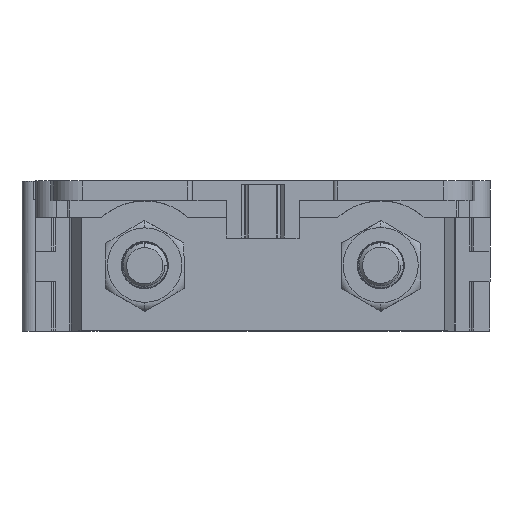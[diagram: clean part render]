
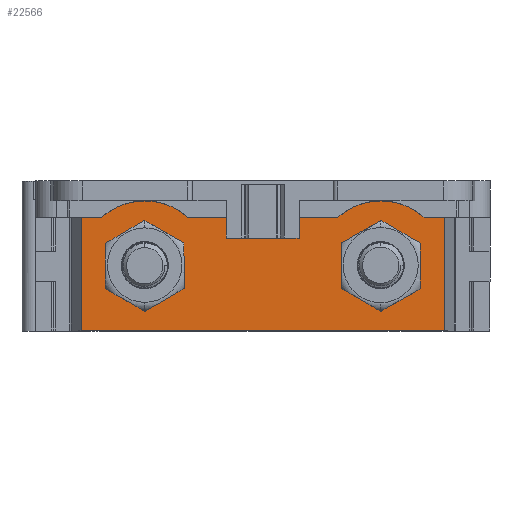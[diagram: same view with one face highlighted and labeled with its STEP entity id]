
A CAD part, top view. The second image highlights one B-rep face of the part: STEP entity #22566.
In plain terms, the highlighted planar face has unit normal (0, 0, 1).
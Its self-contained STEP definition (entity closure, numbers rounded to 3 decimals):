
#353 = DIRECTION ( 'NONE',  ( -1., 0., 0. ) ) ;
#758 = ORIENTED_EDGE ( 'NONE', *, *, #16118, .T. ) ;
#1146 = DIRECTION ( 'NONE',  ( -1., 0., 0. ) ) ;
#1294 = CARTESIAN_POINT ( 'NONE',  ( 2.614, 12.499, 19.2 ) ) ;
#1614 = ORIENTED_EDGE ( 'NONE', *, *, #25396, .T. ) ;
#1790 = ORIENTED_EDGE ( 'NONE', *, *, #17137, .T. ) ;
#2814 = CIRCLE ( 'NONE', #8779, 7.15 ) ;
#3967 = ORIENTED_EDGE ( 'NONE', *, *, #7309, .F. ) ;
#4336 = CARTESIAN_POINT ( 'NONE',  ( -37.386, 0., 19.2 ) ) ;
#4405 = CARTESIAN_POINT ( 'NONE',  ( -30.386, 3.129, 19.2 ) ) ;
#4801 = CARTESIAN_POINT ( 'NONE',  ( -4.419, 11.361, 19.2 ) ) ;
#5093 = EDGE_CURVE ( 'NONE', #8840, #36867, #5318, .T. ) ;
#5211 = CARTESIAN_POINT ( 'NONE',  ( -37.386, 12.499, 19.2 ) ) ;
#5318 = LINE ( 'NONE', #26355, #10460 ) ;
#5808 = ORIENTED_EDGE ( 'NONE', *, *, #28477, .T. ) ;
#7309 = EDGE_CURVE ( 'NONE', #36470, #18709, #39100, .T. ) ;
#7955 = EDGE_CURVE ( 'NONE', #34071, #45128, #10006, .T. ) ;
#8160 = ORIENTED_EDGE ( 'NONE', *, *, #34232, .F. ) ;
#8779 = AXIS2_PLACEMENT_3D ( 'NONE', #21214, #32417, #42235 ) ;
#8840 = VERTEX_POINT ( 'NONE', #1294 ) ;
#9256 = AXIS2_PLACEMENT_3D ( 'NONE', #17744, #32018, #30137 ) ;
#9749 = CARTESIAN_POINT ( 'NONE',  ( -4.419, 7.228, 19.2 ) ) ;
#10006 = LINE ( 'NONE', #21196, #11276 ) ;
#10360 = VERTEX_POINT ( 'NONE', #4405 ) ;
#10460 = VECTOR ( 'NONE', #15598, 1000. ) ;
#10549 = DIRECTION ( 'NONE',  ( 1., 0., 0. ) ) ;
#10703 = ORIENTED_EDGE ( 'NONE', *, *, #35929, .T. ) ;
#11276 = VECTOR ( 'NONE', #45927, 1000. ) ;
#13012 = VECTOR ( 'NONE', #17808, 1000. ) ;
#13463 = DIRECTION ( 'NONE',  ( 0., -1., 0. ) ) ;
#14295 = ORIENTED_EDGE ( 'NONE', *, *, #7955, .T. ) ;
#14670 = LINE ( 'NONE', #40126, #30360 ) ;
#15128 = CARTESIAN_POINT ( 'NONE',  ( -30.386, 14.299, 19.2 ) ) ;
#15522 = CARTESIAN_POINT ( 'NONE',  ( -4.386, 14.299, 19.2 ) ) ;
#15598 = DIRECTION ( 'NONE',  ( -1., 0., 0. ) ) ;
#15906 = VERTEX_POINT ( 'NONE', #22083 ) ;
#16118 = EDGE_CURVE ( 'NONE', #25801, #18709, #33278, .T. ) ;
#16999 = CIRCLE ( 'NONE', #21517, 7.15 ) ;
#17137 = EDGE_CURVE ( 'NONE', #10360, #15906, #36111, .T. ) ;
#17185 = DIRECTION ( 'NONE',  ( 0., 0., 1. ) ) ;
#17212 = AXIS2_PLACEMENT_3D ( 'NONE', #28837, #39577, #17839 ) ;
#17265 = VERTEX_POINT ( 'NONE', #24287 ) ;
#17357 = LINE ( 'NONE', #31405, #13012 ) ;
#17744 = CARTESIAN_POINT ( 'NONE',  ( -30.386, 7.228, 19.2 ) ) ;
#17808 = DIRECTION ( 'NONE',  ( 0., -1., 0. ) ) ;
#17819 = EDGE_CURVE ( 'NONE', #8840, #36470, #17357, .T. ) ;
#17839 = DIRECTION ( 'NONE',  ( 0., -1., 0. ) ) ;
#17860 = CARTESIAN_POINT ( 'NONE',  ( -25.642, 12.499, 19.2 ) ) ;
#18515 = ORIENTED_EDGE ( 'NONE', *, *, #17819, .F. ) ;
#18709 = VERTEX_POINT ( 'NONE', #4336 ) ;
#19051 = CARTESIAN_POINT ( 'NONE',  ( 0.358, 12.499, 19.2 ) ) ;
#19694 = VERTEX_POINT ( 'NONE', #15128 ) ;
#20206 = CARTESIAN_POINT ( 'NONE',  ( -9.129, 12.499, 19.2 ) ) ;
#20931 = CARTESIAN_POINT ( 'NONE',  ( -30.386, 7.149, 19.2 ) ) ;
#21055 = PLANE ( 'NONE',  #24923 ) ;
#21196 = CARTESIAN_POINT ( 'NONE',  ( -42.49, 12.499, 19.2 ) ) ;
#21214 = CARTESIAN_POINT ( 'NONE',  ( -4.386, 7.149, 19.2 ) ) ;
#21275 = EDGE_CURVE ( 'NONE', #35143, #34071, #2814, .T. ) ;
#21364 = CARTESIAN_POINT ( 'NONE',  ( 7.614, 0., 19.2 ) ) ;
#21405 = DIRECTION ( 'NONE',  ( 0., 0., 1. ) ) ;
#21517 = AXIS2_PLACEMENT_3D ( 'NONE', #45444, #42189, #42411 ) ;
#22083 = CARTESIAN_POINT ( 'NONE',  ( -30.386, 11.327, 19.2 ) ) ;
#22562 = AXIS2_PLACEMENT_3D ( 'NONE', #28739, #42987, #25249 ) ;
#22566 = ADVANCED_FACE ( 'NONE', ( #31794, #41841, #31341 ), #21055, .T. ) ;
#22602 = VECTOR ( 'NONE', #33505, 1000. ) ;
#22775 = CARTESIAN_POINT ( 'NONE',  ( -37.386, 14.299, 19.2 ) ) ;
#22993 = AXIS2_PLACEMENT_3D ( 'NONE', #9749, #21405, #13463 ) ;
#24287 = CARTESIAN_POINT ( 'NONE',  ( -35.129, 12.499, 19.2 ) ) ;
#24400 = CIRCLE ( 'NONE', #37816, 4.099 ) ;
#24778 = CIRCLE ( 'NONE', #22562, 7.15 ) ;
#24923 = AXIS2_PLACEMENT_3D ( 'NONE', #35267, #31115, #10549 ) ;
#25249 = DIRECTION ( 'NONE',  ( 0., 1., 0. ) ) ;
#25396 = EDGE_CURVE ( 'NONE', #17265, #25801, #14670, .T. ) ;
#25755 = ORIENTED_EDGE ( 'NONE', *, *, #44209, .F. ) ;
#25801 = VERTEX_POINT ( 'NONE', #5211 ) ;
#26101 = ORIENTED_EDGE ( 'NONE', *, *, #5093, .T. ) ;
#26218 = EDGE_LOOP ( 'NONE', ( #31538, #1790 ) ) ;
#26355 = CARTESIAN_POINT ( 'NONE',  ( -43.641, 12.499, 19.2 ) ) ;
#26937 = CARTESIAN_POINT ( 'NONE',  ( -30.386, 7.228, 19.2 ) ) ;
#27492 = CIRCLE ( 'NONE', #22993, 4.133 ) ;
#28386 = CIRCLE ( 'NONE', #17212, 4.133 ) ;
#28477 = EDGE_CURVE ( 'NONE', #36867, #35143, #24778, .T. ) ;
#28644 = CARTESIAN_POINT ( 'NONE',  ( -4.419, 3.095, 19.2 ) ) ;
#28739 = CARTESIAN_POINT ( 'NONE',  ( -4.386, 7.149, 19.2 ) ) ;
#28837 = CARTESIAN_POINT ( 'NONE',  ( -4.419, 7.228, 19.2 ) ) ;
#30137 = DIRECTION ( 'NONE',  ( 0., 1., 0. ) ) ;
#30360 = VECTOR ( 'NONE', #1146, 1000. ) ;
#30579 = ORIENTED_EDGE ( 'NONE', *, *, #44207, .T. ) ;
#30912 = DIRECTION ( 'NONE',  ( 0., 0., -1. ) ) ;
#31115 = DIRECTION ( 'NONE',  ( 0., 0., 1. ) ) ;
#31341 = FACE_BOUND ( 'NONE', #26218, .T. ) ;
#31362 = VECTOR ( 'NONE', #353, 1000. ) ;
#31405 = CARTESIAN_POINT ( 'NONE',  ( 2.614, 14.299, 19.2 ) ) ;
#31538 = ORIENTED_EDGE ( 'NONE', *, *, #41685, .T. ) ;
#31794 = FACE_OUTER_BOUND ( 'NONE', #34813, .T. ) ;
#32018 = DIRECTION ( 'NONE',  ( 0., 0., -1. ) ) ;
#32417 = DIRECTION ( 'NONE',  ( 0., 0., 1. ) ) ;
#33212 = VERTEX_POINT ( 'NONE', #28644 ) ;
#33278 = LINE ( 'NONE', #22775, #22602 ) ;
#33505 = DIRECTION ( 'NONE',  ( 0., -1., 0. ) ) ;
#34071 = VERTEX_POINT ( 'NONE', #20206 ) ;
#34089 = CARTESIAN_POINT ( 'NONE',  ( 2.614, 0., 19.2 ) ) ;
#34232 = EDGE_CURVE ( 'NONE', #33212, #45209, #28386, .T. ) ;
#34813 = EDGE_LOOP ( 'NONE', ( #758, #3967, #18515, #26101, #5808, #42897, #14295, #30579, #10703, #1614 ) ) ;
#35143 = VERTEX_POINT ( 'NONE', #15522 ) ;
#35161 = DIRECTION ( 'NONE',  ( 0., 1., 0. ) ) ;
#35238 = AXIS2_PLACEMENT_3D ( 'NONE', #20931, #17185, #35161 ) ;
#35267 = CARTESIAN_POINT ( 'NONE',  ( 2.614, 14.299, 19.2 ) ) ;
#35929 = EDGE_CURVE ( 'NONE', #19694, #17265, #35980, .T. ) ;
#35980 = CIRCLE ( 'NONE', #35238, 7.15 ) ;
#36111 = CIRCLE ( 'NONE', #9256, 4.099 ) ;
#36470 = VERTEX_POINT ( 'NONE', #34089 ) ;
#36867 = VERTEX_POINT ( 'NONE', #19051 ) ;
#37816 = AXIS2_PLACEMENT_3D ( 'NONE', #26937, #30912, #41645 ) ;
#39100 = LINE ( 'NONE', #21364, #31362 ) ;
#39577 = DIRECTION ( 'NONE',  ( 0., 0., 1. ) ) ;
#40126 = CARTESIAN_POINT ( 'NONE',  ( -42.49, 12.499, 19.2 ) ) ;
#41645 = DIRECTION ( 'NONE',  ( 0., 1., 0. ) ) ;
#41685 = EDGE_CURVE ( 'NONE', #15906, #10360, #24400, .T. ) ;
#41841 = FACE_BOUND ( 'NONE', #43632, .T. ) ;
#42189 = DIRECTION ( 'NONE',  ( 0., 0., 1. ) ) ;
#42235 = DIRECTION ( 'NONE',  ( 0., 1., 0. ) ) ;
#42411 = DIRECTION ( 'NONE',  ( 0., 1., 0. ) ) ;
#42897 = ORIENTED_EDGE ( 'NONE', *, *, #21275, .T. ) ;
#42987 = DIRECTION ( 'NONE',  ( 0., 0., 1. ) ) ;
#43632 = EDGE_LOOP ( 'NONE', ( #8160, #25755 ) ) ;
#44207 = EDGE_CURVE ( 'NONE', #45128, #19694, #16999, .T. ) ;
#44209 = EDGE_CURVE ( 'NONE', #45209, #33212, #27492, .T. ) ;
#45128 = VERTEX_POINT ( 'NONE', #17860 ) ;
#45209 = VERTEX_POINT ( 'NONE', #4801 ) ;
#45444 = CARTESIAN_POINT ( 'NONE',  ( -30.386, 7.149, 19.2 ) ) ;
#45927 = DIRECTION ( 'NONE',  ( -1., 0., 0. ) ) ;
